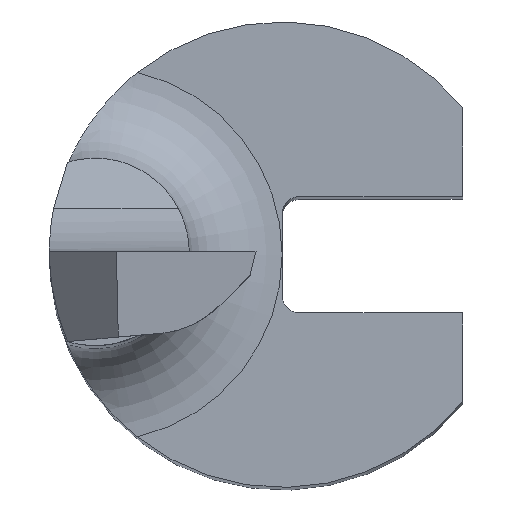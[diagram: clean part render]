
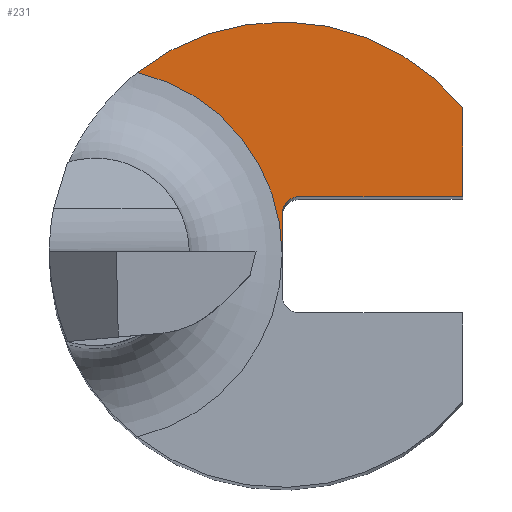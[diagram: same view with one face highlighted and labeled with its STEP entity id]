
A CAD part, top view. The second image highlights one B-rep face of the part: STEP entity #231.
In plain terms, the highlighted planar face has unit normal (0, 0, 1).
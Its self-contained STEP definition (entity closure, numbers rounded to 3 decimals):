
#4 = DIRECTION ( 'NONE',  ( 1., 0., 0. ) ) ;
#7 = DIRECTION ( 'NONE',  ( 0., -1., 0. ) ) ;
#13 = CARTESIAN_POINT ( 'NONE',  ( 62.5, 0.5, 14. ) ) ;
#39 = CARTESIAN_POINT ( 'NONE',  ( 0.15, 0.35, 14. ) ) ;
#56 = VERTEX_POINT ( 'NONE', #442 ) ;
#82 = DIRECTION ( 'NONE',  ( 0., 0., -1. ) ) ;
#93 = VERTEX_POINT ( 'NONE', #828 ) ;
#126 = VECTOR ( 'NONE', #301, 1000. ) ;
#143 = EDGE_CURVE ( 'NONE', #504, #93, #906, .T. ) ;
#154 = DIRECTION ( 'NONE',  ( 0., 0., 1. ) ) ;
#155 = CIRCLE ( 'NONE', #378, 2. ) ;
#198 = ORIENTED_EDGE ( 'NONE', *, *, #398, .F. ) ;
#201 = AXIS2_PLACEMENT_3D ( 'NONE', #606, #154, #380 ) ;
#212 = CARTESIAN_POINT ( 'NONE',  ( 0., 0.35, 14. ) ) ;
#215 = CARTESIAN_POINT ( 'NONE',  ( -1.607, 0., 14. ) ) ;
#229 = DIRECTION ( 'NONE',  ( 1., 0., 0. ) ) ;
#231 = ADVANCED_FACE ( 'NONE', ( #528 ), #531, .T. ) ;
#301 = DIRECTION ( 'NONE',  ( 0., 1., 0. ) ) ;
#360 = CARTESIAN_POINT ( 'NONE',  ( 1.55, 1.264, 14. ) ) ;
#370 = LINE ( 'NONE', #360, #126 ) ;
#373 = VECTOR ( 'NONE', #229, 1000. ) ;
#378 = AXIS2_PLACEMENT_3D ( 'NONE', #891, #602, #896 ) ;
#380 = DIRECTION ( 'NONE',  ( 1., 0., 0. ) ) ;
#398 = EDGE_CURVE ( 'NONE', #410, #56, #665, .T. ) ;
#406 = AXIS2_PLACEMENT_3D ( 'NONE', #215, #82, #4 ) ;
#410 = VERTEX_POINT ( 'NONE', #212 ) ;
#433 = EDGE_CURVE ( 'NONE', #955, #617, #155, .T. ) ;
#441 = AXIS2_PLACEMENT_3D ( 'NONE', #39, #919, #557 ) ;
#442 = CARTESIAN_POINT ( 'NONE',  ( 0., 0., 14. ) ) ;
#444 = CARTESIAN_POINT ( 'NONE',  ( 0.15, 0.5, 14. ) ) ;
#449 = CARTESIAN_POINT ( 'NONE',  ( 0., 0.5, 14. ) ) ;
#450 = VECTOR ( 'NONE', #7, 1000. ) ;
#458 = EDGE_CURVE ( 'NONE', #617, #56, #907, .T. ) ;
#462 = ORIENTED_EDGE ( 'NONE', *, *, #836, .T. ) ;
#493 = EDGE_CURVE ( 'NONE', #93, #955, #370, .T. ) ;
#504 = VERTEX_POINT ( 'NONE', #444 ) ;
#528 = FACE_OUTER_BOUND ( 'NONE', #730, .T. ) ;
#531 = PLANE ( 'NONE',  #201 ) ;
#543 = CARTESIAN_POINT ( 'NONE',  ( -1.244, 1.566, 14. ) ) ;
#557 = DIRECTION ( 'NONE',  ( 1., 0., 0. ) ) ;
#602 = DIRECTION ( 'NONE',  ( 0., 0., 1. ) ) ;
#606 = CARTESIAN_POINT ( 'NONE',  ( -0.402, -0.122, 14. ) ) ;
#617 = VERTEX_POINT ( 'NONE', #543 ) ;
#665 = LINE ( 'NONE', #449, #450 ) ;
#675 = CIRCLE ( 'NONE', #441, 0.15 ) ;
#720 = ORIENTED_EDGE ( 'NONE', *, *, #493, .T. ) ;
#723 = CARTESIAN_POINT ( 'NONE',  ( 1.55, 1.264, 14. ) ) ;
#730 = EDGE_LOOP ( 'NONE', ( #945, #923, #198, #462, #733, #720 ) ) ;
#733 = ORIENTED_EDGE ( 'NONE', *, *, #143, .T. ) ;
#828 = CARTESIAN_POINT ( 'NONE',  ( 1.55, 0.5, 14. ) ) ;
#836 = EDGE_CURVE ( 'NONE', #410, #504, #675, .T. ) ;
#891 = CARTESIAN_POINT ( 'NONE',  ( 0., 0., 14. ) ) ;
#896 = DIRECTION ( 'NONE',  ( 1., 0., 0. ) ) ;
#906 = LINE ( 'NONE', #13, #373 ) ;
#907 = CIRCLE ( 'NONE', #406, 1.608 ) ;
#919 = DIRECTION ( 'NONE',  ( 0., 0., -1. ) ) ;
#923 = ORIENTED_EDGE ( 'NONE', *, *, #458, .T. ) ;
#945 = ORIENTED_EDGE ( 'NONE', *, *, #433, .T. ) ;
#955 = VERTEX_POINT ( 'NONE', #723 ) ;
